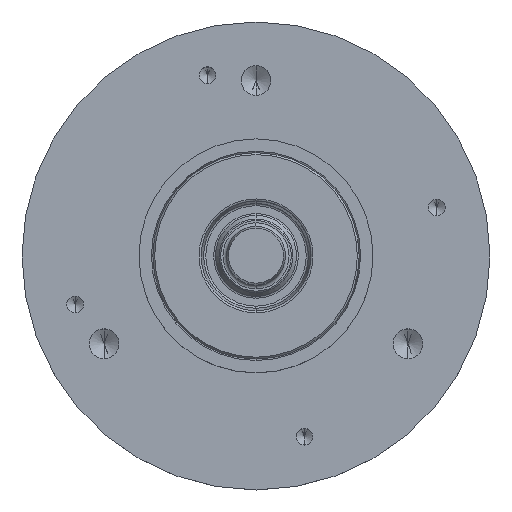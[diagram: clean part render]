
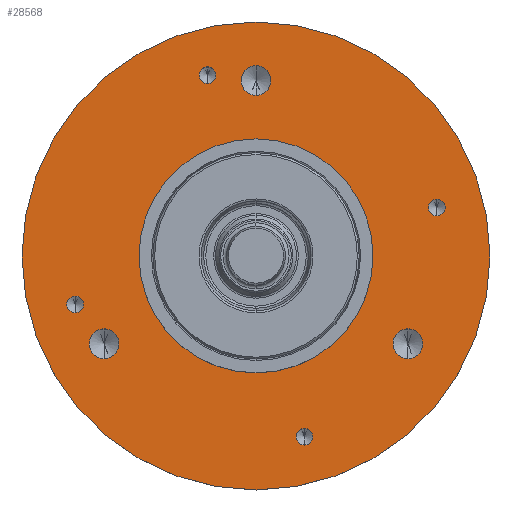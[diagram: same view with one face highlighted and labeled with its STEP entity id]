
A CAD part, top view. The second image highlights one B-rep face of the part: STEP entity #28568.
In plain terms, the highlighted planar face has unit normal (0, 0, 1).
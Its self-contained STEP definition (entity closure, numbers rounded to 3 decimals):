
#4040=CARTESIAN_POINT('',(0.,0.,22.5));
#4041=DIRECTION('',(0.,0.,1.));
#4042=DIRECTION('',(1.,0.,0.));
#4043=AXIS2_PLACEMENT_3D('',#4040,#4041,#4042);
#4054=CARTESIAN_POINT('',(0.,0.,22.5));
#4055=DIRECTION('',(0.,0.,1.));
#4056=DIRECTION('',(-1.,0.,0.));
#4057=AXIS2_PLACEMENT_3D('',#4054,#4055,#4056);
#4059=CARTESIAN_POINT('',(-24.535,-6.574,22.5));
#4060=DIRECTION('',(0.,0.,1.));
#4061=DIRECTION('',(0.,-1.,0.));
#4062=AXIS2_PLACEMENT_3D('',#4059,#4060,#4061);
#4064=CARTESIAN_POINT('',(-24.535,-6.574,22.5));
#4065=DIRECTION('',(0.,0.,1.));
#4066=DIRECTION('',(0.,1.,0.));
#4067=AXIS2_PLACEMENT_3D('',#4064,#4065,#4066);
#4069=CARTESIAN_POINT('',(-6.574,24.535,22.5));
#4070=DIRECTION('',(0.,0.,1.));
#4071=DIRECTION('',(0.,-1.,0.));
#4072=AXIS2_PLACEMENT_3D('',#4069,#4070,#4071);
#4074=CARTESIAN_POINT('',(-6.574,24.535,22.5));
#4075=DIRECTION('',(0.,0.,1.));
#4076=DIRECTION('',(0.,1.,0.));
#4077=AXIS2_PLACEMENT_3D('',#4074,#4075,#4076);
#4079=CARTESIAN_POINT('',(24.535,6.574,22.5));
#4080=DIRECTION('',(0.,0.,1.));
#4081=DIRECTION('',(0.,-1.,0.));
#4082=AXIS2_PLACEMENT_3D('',#4079,#4080,#4081);
#4084=CARTESIAN_POINT('',(24.535,6.574,22.5));
#4085=DIRECTION('',(0.,0.,1.));
#4086=DIRECTION('',(0.,1.,0.));
#4087=AXIS2_PLACEMENT_3D('',#4084,#4085,#4086);
#4089=CARTESIAN_POINT('',(6.574,-24.535,22.5));
#4090=DIRECTION('',(0.,0.,1.));
#4091=DIRECTION('',(0.,-1.,0.));
#4092=AXIS2_PLACEMENT_3D('',#4089,#4090,#4091);
#4094=CARTESIAN_POINT('',(6.574,-24.535,22.5));
#4095=DIRECTION('',(0.,0.,1.));
#4096=DIRECTION('',(0.,1.,0.));
#4097=AXIS2_PLACEMENT_3D('',#4094,#4095,#4096);
#4099=CARTESIAN_POINT('',(-20.62,-11.905,22.5));
#4100=DIRECTION('',(0.,0.,1.));
#4101=DIRECTION('',(0.,-1.,0.));
#4102=AXIS2_PLACEMENT_3D('',#4099,#4100,#4101);
#4104=CARTESIAN_POINT('',(-20.62,-11.905,22.5));
#4105=DIRECTION('',(0.,0.,1.));
#4106=DIRECTION('',(0.,1.,0.));
#4107=AXIS2_PLACEMENT_3D('',#4104,#4105,#4106);
#4109=CARTESIAN_POINT('',(0.,23.81,22.5));
#4110=DIRECTION('',(0.,0.,1.));
#4111=DIRECTION('',(0.,-1.,0.));
#4112=AXIS2_PLACEMENT_3D('',#4109,#4110,#4111);
#4114=CARTESIAN_POINT('',(0.,23.81,22.5));
#4115=DIRECTION('',(0.,0.,1.));
#4116=DIRECTION('',(0.,1.,0.));
#4117=AXIS2_PLACEMENT_3D('',#4114,#4115,#4116);
#4119=CARTESIAN_POINT('',(20.62,-11.905,22.5));
#4120=DIRECTION('',(0.,0.,1.));
#4121=DIRECTION('',(0.,-1.,0.));
#4122=AXIS2_PLACEMENT_3D('',#4119,#4120,#4121);
#4124=CARTESIAN_POINT('',(20.62,-11.905,22.5));
#4125=DIRECTION('',(0.,0.,1.));
#4126=DIRECTION('',(0.,1.,0.));
#4127=AXIS2_PLACEMENT_3D('',#4124,#4125,#4126);
#4133=CARTESIAN_POINT('',(0.,0.,22.5));
#4134=DIRECTION('',(0.,0.,1.));
#4135=DIRECTION('',(0.,1.,0.));
#4136=AXIS2_PLACEMENT_3D('',#4133,#4134,#4135);
#4152=CARTESIAN_POINT('',(0.,0.,22.5));
#4153=DIRECTION('',(0.,0.,-1.));
#4154=DIRECTION('',(0.,1.,0.));
#4155=AXIS2_PLACEMENT_3D('',#4152,#4153,#4154);
#23023=CARTESIAN_POINT('',(0.,15.875,22.5));
#23024=CARTESIAN_POINT('',(0.,-15.875,22.5));
#23025=VERTEX_POINT('',#23023);
#23026=VERTEX_POINT('',#23024);
#23035=CARTESIAN_POINT('',(31.75,0.,22.5));
#23036=CARTESIAN_POINT('',(-31.75,0.,22.5));
#23037=VERTEX_POINT('',#23035);
#23038=VERTEX_POINT('',#23036);
#23049=CARTESIAN_POINT('',(-24.535,-7.704,22.5));
#23050=CARTESIAN_POINT('',(-24.535,-5.444,22.5));
#23051=VERTEX_POINT('',#23049);
#23052=VERTEX_POINT('',#23050);
#23059=CARTESIAN_POINT('',(-6.574,23.404,22.5));
#23060=CARTESIAN_POINT('',(-6.574,25.665,22.5));
#23061=VERTEX_POINT('',#23059);
#23062=VERTEX_POINT('',#23060);
#23069=CARTESIAN_POINT('',(24.535,5.444,22.5));
#23070=CARTESIAN_POINT('',(24.535,7.704,22.5));
#23071=VERTEX_POINT('',#23069);
#23072=VERTEX_POINT('',#23070);
#23079=CARTESIAN_POINT('',(6.574,-25.665,22.5));
#23080=CARTESIAN_POINT('',(6.574,-23.404,22.5));
#23081=VERTEX_POINT('',#23079);
#23082=VERTEX_POINT('',#23080);
#23089=CARTESIAN_POINT('',(-20.62,-13.924,22.5));
#23090=CARTESIAN_POINT('',(-20.62,-9.886,22.5));
#23091=VERTEX_POINT('',#23089);
#23092=VERTEX_POINT('',#23090);
#23099=CARTESIAN_POINT('',(0.,21.791,22.5));
#23100=CARTESIAN_POINT('',(0.,25.829,22.5));
#23101=VERTEX_POINT('',#23099);
#23102=VERTEX_POINT('',#23100);
#23109=CARTESIAN_POINT('',(20.62,-13.924,22.5));
#23110=CARTESIAN_POINT('',(20.62,-9.886,22.5));
#23111=VERTEX_POINT('',#23109);
#23112=VERTEX_POINT('',#23110);
#28511=CARTESIAN_POINT('',(0.,0.,22.5));
#28512=DIRECTION('',(0.,0.,-1.));
#28513=DIRECTION('',(0.,1.,0.));
#28514=AXIS2_PLACEMENT_3D('',#28511,#28512,#28513);
#28515=PLANE('',#28514);
#28516=ORIENTED_EDGE('',*,*,#28491,.F.);
#28517=ORIENTED_EDGE('',*,*,#28505,.F.);
#28518=EDGE_LOOP('',(#28516,#28517));
#28519=FACE_OUTER_BOUND('',#28518,.F.);
#28521=ORIENTED_EDGE('',*,*,#28520,.T.);
#28523=ORIENTED_EDGE('',*,*,#28522,.F.);
#28524=EDGE_LOOP('',(#28521,#28523));
#28525=FACE_BOUND('',#28524,.F.);
#28527=ORIENTED_EDGE('',*,*,#28526,.T.);
#28529=ORIENTED_EDGE('',*,*,#28528,.T.);
#28530=EDGE_LOOP('',(#28527,#28529));
#28531=FACE_BOUND('',#28530,.F.);
#28533=ORIENTED_EDGE('',*,*,#28532,.T.);
#28535=ORIENTED_EDGE('',*,*,#28534,.T.);
#28536=EDGE_LOOP('',(#28533,#28535));
#28537=FACE_BOUND('',#28536,.F.);
#28539=ORIENTED_EDGE('',*,*,#28538,.T.);
#28541=ORIENTED_EDGE('',*,*,#28540,.T.);
#28542=EDGE_LOOP('',(#28539,#28541));
#28543=FACE_BOUND('',#28542,.F.);
#28545=ORIENTED_EDGE('',*,*,#28544,.T.);
#28547=ORIENTED_EDGE('',*,*,#28546,.T.);
#28548=EDGE_LOOP('',(#28545,#28547));
#28549=FACE_BOUND('',#28548,.F.);
#28551=ORIENTED_EDGE('',*,*,#28550,.T.);
#28553=ORIENTED_EDGE('',*,*,#28552,.T.);
#28554=EDGE_LOOP('',(#28551,#28553));
#28555=FACE_BOUND('',#28554,.F.);
#28557=ORIENTED_EDGE('',*,*,#28556,.T.);
#28559=ORIENTED_EDGE('',*,*,#28558,.T.);
#28560=EDGE_LOOP('',(#28557,#28559));
#28561=FACE_BOUND('',#28560,.F.);
#28563=ORIENTED_EDGE('',*,*,#28562,.T.);
#28565=ORIENTED_EDGE('',*,*,#28564,.T.);
#28566=EDGE_LOOP('',(#28563,#28565));
#28567=FACE_BOUND('',#28566,.F.);
#4044=CIRCLE('',#4043,31.75);
#4058=CIRCLE('',#4057,31.75);
#4063=CIRCLE('',#4062,1.13);
#4068=CIRCLE('',#4067,1.13);
#4073=CIRCLE('',#4072,1.13);
#4078=CIRCLE('',#4077,1.13);
#4083=CIRCLE('',#4082,1.13);
#4088=CIRCLE('',#4087,1.13);
#4093=CIRCLE('',#4092,1.13);
#4098=CIRCLE('',#4097,1.13);
#4103=CIRCLE('',#4102,2.019);
#4108=CIRCLE('',#4107,2.019);
#4113=CIRCLE('',#4112,2.019);
#4118=CIRCLE('',#4117,2.019);
#4123=CIRCLE('',#4122,2.019);
#4128=CIRCLE('',#4127,2.019);
#4137=CIRCLE('',#4136,15.875);
#4156=CIRCLE('',#4155,15.875);
#28491=EDGE_CURVE('',#23037,#23038,#4044,.T.);
#28505=EDGE_CURVE('',#23038,#23037,#4058,.T.);
#28520=EDGE_CURVE('',#23025,#23026,#4137,.T.);
#28522=EDGE_CURVE('',#23025,#23026,#4156,.T.);
#28526=EDGE_CURVE('',#23051,#23052,#4063,.T.);
#28528=EDGE_CURVE('',#23052,#23051,#4068,.T.);
#28532=EDGE_CURVE('',#23061,#23062,#4073,.T.);
#28534=EDGE_CURVE('',#23062,#23061,#4078,.T.);
#28538=EDGE_CURVE('',#23071,#23072,#4083,.T.);
#28540=EDGE_CURVE('',#23072,#23071,#4088,.T.);
#28544=EDGE_CURVE('',#23081,#23082,#4093,.T.);
#28546=EDGE_CURVE('',#23082,#23081,#4098,.T.);
#28550=EDGE_CURVE('',#23091,#23092,#4103,.T.);
#28552=EDGE_CURVE('',#23092,#23091,#4108,.T.);
#28556=EDGE_CURVE('',#23101,#23102,#4113,.T.);
#28558=EDGE_CURVE('',#23102,#23101,#4118,.T.);
#28562=EDGE_CURVE('',#23111,#23112,#4123,.T.);
#28564=EDGE_CURVE('',#23112,#23111,#4128,.T.);
#28568=ADVANCED_FACE('',(#28519,#28525,#28531,#28537,#28543,#28549,#28555,
#28561,#28567),#28515,.F.);
